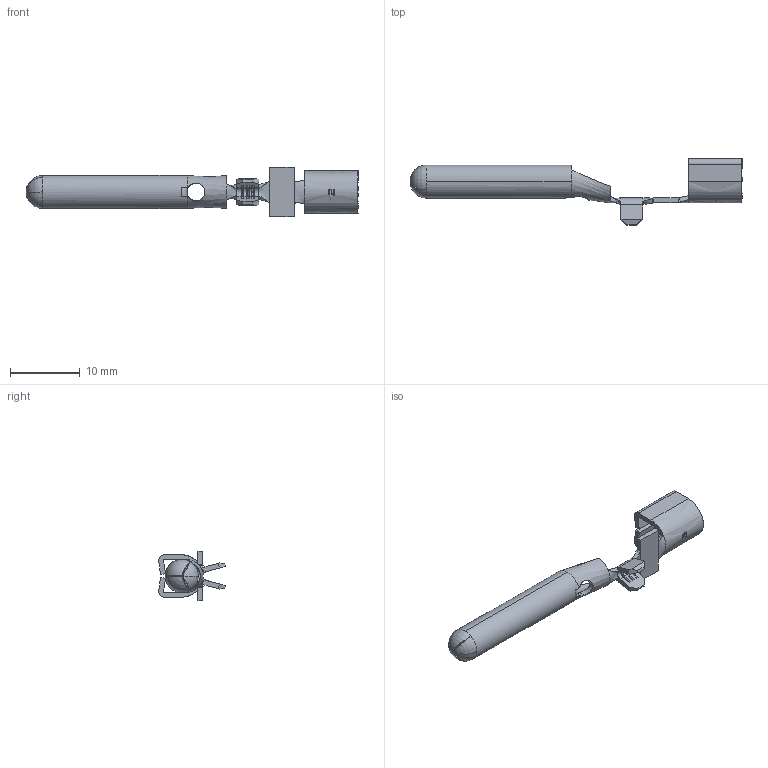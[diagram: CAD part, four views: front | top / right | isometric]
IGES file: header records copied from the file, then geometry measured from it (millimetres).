
Start section: SolidWorks IGES file using analytic representation for surfaces
Global section: file name: 09267.IGS; native system: SolidWorks 2014; preprocessor: SolidWorks 2014; author: sjohnson; date: 150205.090433; units: inch
Bounding box: 47.62 x 9.58 x 7.11 mm (x, y, z)
Surface area: 1205.7 mm2 (no closed solid volume)
Topology: 0 solids, 0 shells, 171 faces, 1353 edges, 1353 vertices
Faces by surface type: bspline 122, revolution 49
